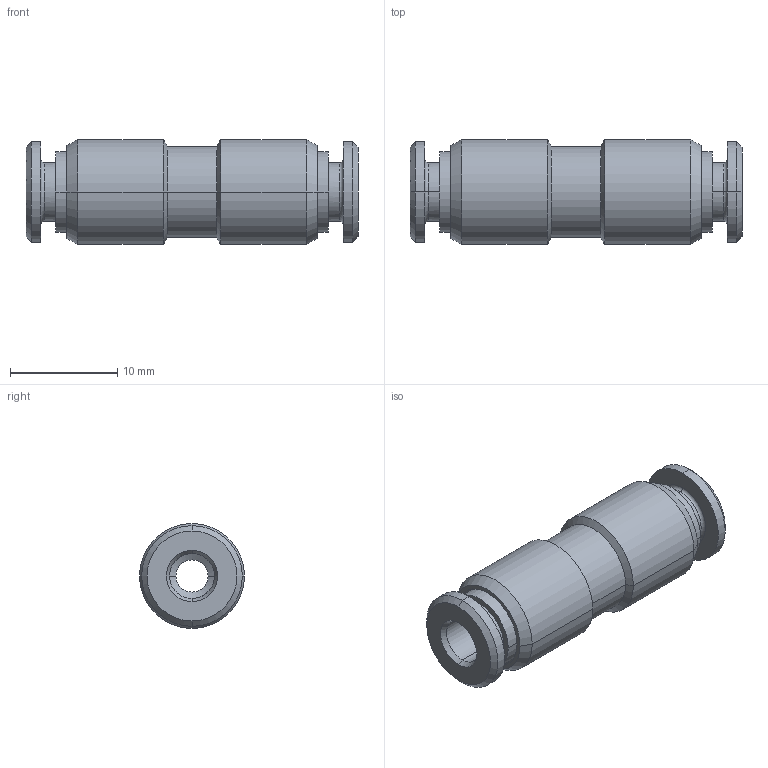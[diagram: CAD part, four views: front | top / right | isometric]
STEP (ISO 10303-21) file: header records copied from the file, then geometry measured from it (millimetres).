
FILE_DESCRIPTION((''),'2;1');
FILE_NAME('mxm.26.04.04',(''),('sopra-pneumatic'),'PRO/ENGINEER BY PARAMETRIC TECHNOLOGY CORPORATION, 2015110','PRO/ENGINEER BY PARAMETRIC TECHNOLOGY CORPORATION, 2015110','');
FILE_SCHEMA(('CONFIG_CONTROL_DESIGN'));
Length unit declared in the file: millimetre
Products named in the file (1): 383054B_958X4-4FF
Bounding box: 31 x 9.8 x 9.8 mm (x, y, z)
Volume: 1557.2 mm3; surface area: 1727.9 mm2
Topology: 1 solids, 1 shells, 88 faces, 212 edges, 128 vertices
Faces by surface type: cylinder 32, cone 28, plane 20, torus 8
Entity records: 2650 total; most frequent: DIRECTION 492, CARTESIAN_POINT 468, ORIENTED_EDGE 424, EDGE_CURVE 212, AXIS2_PLACEMENT_3D 200, VERTEX_POINT 128, CIRCLE 112, EDGE_LOOP 100
